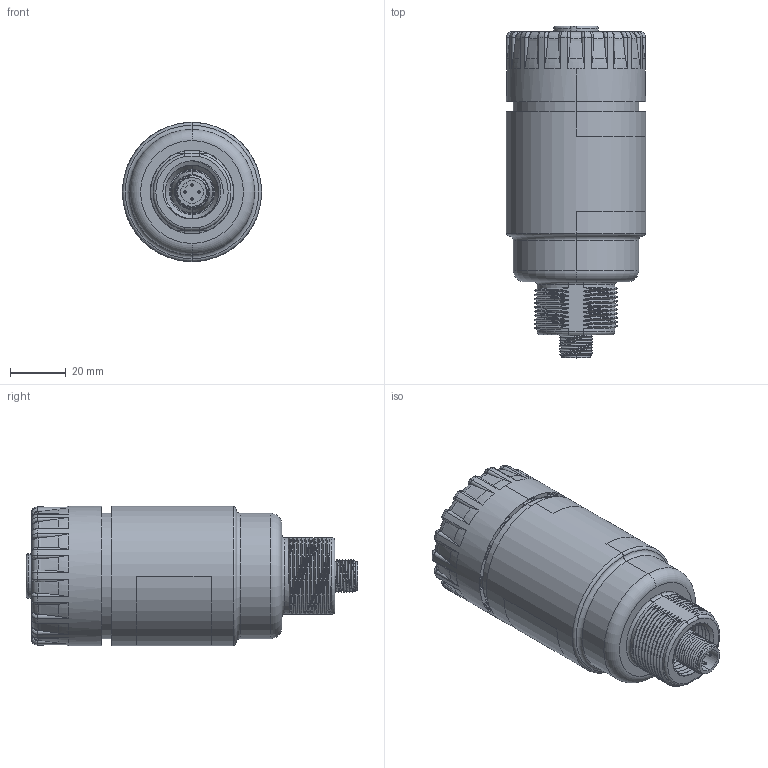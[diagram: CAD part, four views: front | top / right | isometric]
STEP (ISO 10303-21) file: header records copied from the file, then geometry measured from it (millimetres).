
FILE_DESCRIPTION((''),'2;1');
FILE_NAME('145171_SW','2009-02-10T',('banengservice'),('BANNER ENGINEERING'),'PRO/ENGINEER BY PARAMETRIC TECHNOLOGY CORPORATION, 2006170','PRO/ENGINEER BY PARAMETRIC TECHNOLOGY CORPORATION, 2006170','');
FILE_SCHEMA(('CONFIG_CONTROL_DESIGN'));
Products named in the file (1): 145171_SW
Bounding box: 50 x 119.3 x 50 mm (x, y, z)
Volume: 65485.9 mm3; surface area: 62095 mm2
Topology: 3 solids, 3 shells, 1186 faces, 3033 edges, 1899 vertices
Faces by surface type: cylinder 446, plane 280, torus 206, bspline 182, cone 72
Entity records: 59016 total; most frequent: CARTESIAN_POINT 31181, ORIENTED_EDGE 6062, DIRECTION 5602, EDGE_CURVE 3031, AXIS2_PLACEMENT_3D 2266, VERTEX_POINT 1899, EDGE_LOOP 1262, CIRCLE 1262
